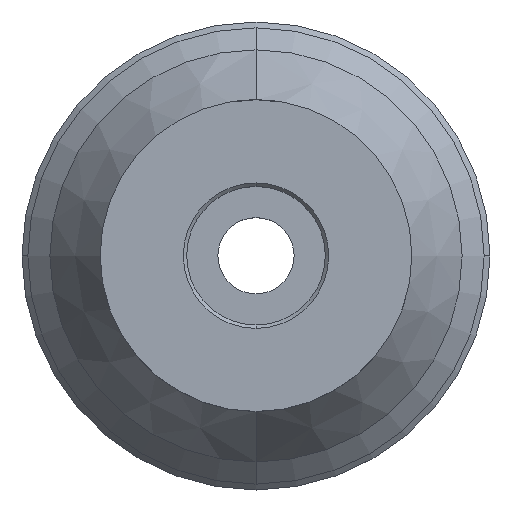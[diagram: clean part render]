
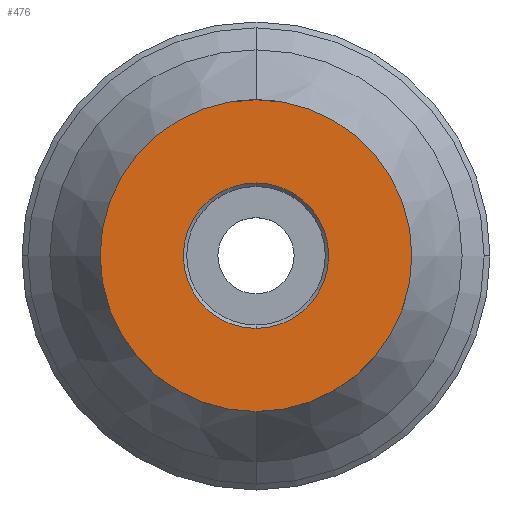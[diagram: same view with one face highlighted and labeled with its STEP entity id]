
A CAD part, top view. The second image highlights one B-rep face of the part: STEP entity #476.
In plain terms, the highlighted planar face has unit normal (0, 0, 1).
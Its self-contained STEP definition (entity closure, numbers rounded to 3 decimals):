
#388=EDGE_CURVE('',#702,#630,#921,.T.);
#440=VERTEX_POINT('',#980);
#476=ADVANCED_FACE('',(#1020,#1021),#1022,.T.);
#626=EDGE_CURVE('',#650,#440,#1188,.T.);
#630=VERTEX_POINT('',#1192);
#650=VERTEX_POINT('',#1213);
#670=EDGE_CURVE('',#630,#702,#1235,.T.);
#702=VERTEX_POINT('',#1273);
#706=EDGE_CURVE('',#440,#650,#1278,.T.);
#921=CIRCLE('',#1655,45.0);
#980=CARTESIAN_POINT('',(0.0,21.0,0.0));
#1020=FACE_BOUND('',#1868,.T.);
#1021=FACE_OUTER_BOUND('',#1869,.T.);
#1022=PLANE('',#1870);
#1188=CIRCLE('',#2132,21.0);
#1192=CARTESIAN_POINT('',(0.,-45.0,0.0));
#1213=CARTESIAN_POINT('',(0.,-21.0,0.0));
#1235=CIRCLE('',#2241,45.0);
#1273=CARTESIAN_POINT('',(0.0,45.0,0.0));
#1278=CIRCLE('',#2297,21.0);
#1655=AXIS2_PLACEMENT_3D('',#2631,#2632,#2633);
#1868=EDGE_LOOP('',(#2745,#2746));
#1869=EDGE_LOOP('',(#2747,#2748));
#1870=AXIS2_PLACEMENT_3D('',#2749,#2750,#2751);
#2132=AXIS2_PLACEMENT_3D('',#2964,#2965,#2966);
#2241=AXIS2_PLACEMENT_3D('',#3000,#3001,#3002);
#2297=AXIS2_PLACEMENT_3D('',#3075,#3076,#3077);
#2631=CARTESIAN_POINT('',(0.0,0.0,0.0));
#2632=DIRECTION('',(0.0,0.0,-1.0));
#2633=DIRECTION('',(0.0,1.0,0.0));
#2745=ORIENTED_EDGE('',*,*,#706,.T.);
#2746=ORIENTED_EDGE('',*,*,#626,.T.);
#2747=ORIENTED_EDGE('',*,*,#388,.F.);
#2748=ORIENTED_EDGE('',*,*,#670,.F.);
#2749=CARTESIAN_POINT('',(0.0,22.5,0.0));
#2750=DIRECTION('',(-0.0,0.0,1.0));
#2751=DIRECTION('',(0.0,-1.0,0.0));
#2964=CARTESIAN_POINT('',(0.0,0.0,0.0));
#2965=DIRECTION('',(-0.0,0.0,-1.0));
#2966=DIRECTION('',(0.0,1.0,0.0));
#3000=CARTESIAN_POINT('',(0.0,0.0,0.0));
#3001=DIRECTION('',(0.0,0.0,-1.0));
#3002=DIRECTION('',(0.0,1.0,0.0));
#3075=CARTESIAN_POINT('',(0.0,0.0,0.0));
#3076=DIRECTION('',(-0.0,0.0,-1.0));
#3077=DIRECTION('',(0.0,1.0,0.0));
